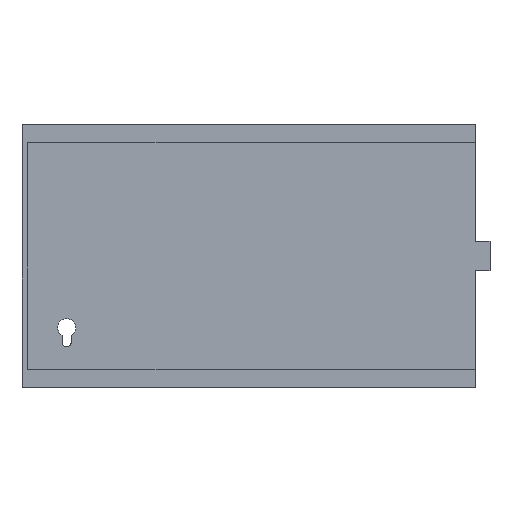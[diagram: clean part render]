
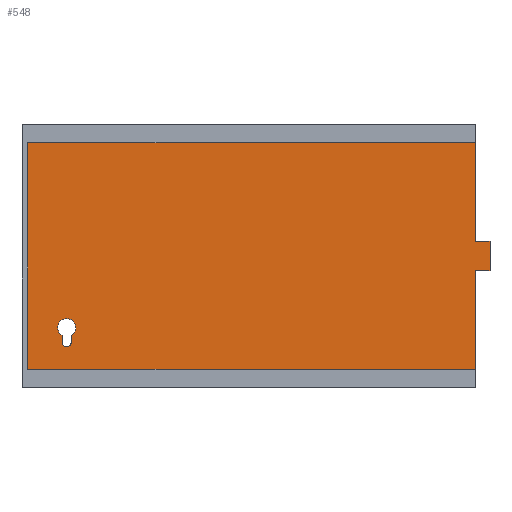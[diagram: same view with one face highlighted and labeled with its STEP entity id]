
A CAD part, top view. The second image highlights one B-rep face of the part: STEP entity #548.
In plain terms, the highlighted planar face has unit normal (0, 0, 1).
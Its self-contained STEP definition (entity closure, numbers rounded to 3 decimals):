
#46=PLANE('',#581);
#61=VECTOR('',#603,1.);
#65=VECTOR('',#614,1.);
#72=VECTOR('',#629,1.);
#74=VECTOR('',#632,1.);
#76=VECTOR('',#635,1.);
#89=VECTOR('',#650,1.);
#102=VECTOR('',#667,1.);
#103=VECTOR('',#669,1.);
#104=VECTOR('',#670,1.);
#129=LINE('',#715,#61);
#133=LINE('',#726,#65);
#140=LINE('',#745,#72);
#142=LINE('',#749,#74);
#144=LINE('',#753,#76);
#157=LINE('',#781,#89);
#170=LINE('',#807,#102);
#171=LINE('',#809,#103);
#172=LINE('',#811,#104);
#196=VERTEX_POINT('',#708);
#197=VERTEX_POINT('',#710);
#199=VERTEX_POINT('',#716);
#201=VERTEX_POINT('',#722);
#208=VERTEX_POINT('',#744);
#209=VERTEX_POINT('',#746);
#210=VERTEX_POINT('',#750);
#211=VERTEX_POINT('',#754);
#223=VERTEX_POINT('',#780);
#224=VERTEX_POINT('',#782);
#232=VERTEX_POINT('',#806);
#233=VERTEX_POINT('',#810);
#245=CIRCLE('',#562,1.5);
#247=CIRCLE('',#566,3.);
#252=EDGE_CURVE('',#197,#196,#245,.T.);
#255=EDGE_CURVE('',#199,#197,#129,.T.);
#258=EDGE_CURVE('',#201,#199,#247,.T.);
#261=EDGE_CURVE('',#196,#201,#133,.T.);
#270=EDGE_CURVE('',#209,#208,#140,.T.);
#272=EDGE_CURVE('',#208,#210,#142,.T.);
#274=EDGE_CURVE('',#211,#209,#144,.T.);
#287=EDGE_CURVE('',#224,#223,#157,.T.);
#300=EDGE_CURVE('',#223,#232,#170,.T.);
#301=EDGE_CURVE('',#232,#211,#171,.T.);
#302=EDGE_CURVE('',#210,#233,#171,.T.);
#303=EDGE_CURVE('',#224,#233,#172,.T.);
#395=ORIENTED_EDGE('',*,*,#258,.T.);
#396=ORIENTED_EDGE('',*,*,#255,.T.);
#397=ORIENTED_EDGE('',*,*,#252,.T.);
#398=ORIENTED_EDGE('',*,*,#261,.T.);
#399=ORIENTED_EDGE('',*,*,#301,.T.);
#400=ORIENTED_EDGE('',*,*,#274,.T.);
#401=ORIENTED_EDGE('',*,*,#270,.T.);
#402=ORIENTED_EDGE('',*,*,#272,.T.);
#403=ORIENTED_EDGE('',*,*,#302,.T.);
#404=ORIENTED_EDGE('',*,*,#303,.F.);
#405=ORIENTED_EDGE('',*,*,#287,.T.);
#406=ORIENTED_EDGE('',*,*,#300,.T.);
#490=EDGE_LOOP('',(#395,#396,#397,#398));
#491=EDGE_LOOP('',(#399,#400,#401,#402,#403,#404,#405,#406));
#519=FACE_BOUND('',#490,.T.);
#520=FACE_BOUND('',#491,.T.);
#548=ADVANCED_FACE('',(#519,#520),#46,.T.);
#562=AXIS2_PLACEMENT_3D('',#709,#598,#599);
#566=AXIS2_PLACEMENT_3D('',#721,#609,#610);
#581=AXIS2_PLACEMENT_3D('',#808,#668,$);
#598=DIRECTION('',(0.,0.,-1.));
#599=DIRECTION('',(1.5,0.,0.));
#603=DIRECTION('',(0.,-1.,0.));
#609=DIRECTION('',(0.,0.,-1.));
#610=DIRECTION('',(3.,0.,0.));
#614=DIRECTION('',(0.,1.,0.));
#629=DIRECTION('',(0.,1.,0.));
#632=DIRECTION('',(-1.,0.,0.));
#635=DIRECTION('',(1.,0.,0.));
#650=DIRECTION('',(0.,-1.,0.));
#667=DIRECTION('',(1.,0.,0.));
#668=DIRECTION('',(0.,0.,1.));
#669=DIRECTION('',(0.,1.,0.));
#670=DIRECTION('',(1.,0.,0.));
#708=CARTESIAN_POINT('',(11.5,-29.,3.));
#709=CARTESIAN_POINT('',(13.,-29.,3.));
#710=CARTESIAN_POINT('',(14.5,-29.,3.));
#715=CARTESIAN_POINT('',(14.5,-13.9,3.));
#716=CARTESIAN_POINT('',(14.5,-26.598,3.));
#721=CARTESIAN_POINT('',(13.,-24.,3.));
#722=CARTESIAN_POINT('',(11.5,-26.598,3.));
#726=CARTESIAN_POINT('',(11.5,-13.9,3.));
#744=CARTESIAN_POINT('',(155.,5.,3.));
#745=CARTESIAN_POINT('',(155.,-5.,3.));
#746=CARTESIAN_POINT('',(155.,-5.,3.));
#749=CARTESIAN_POINT('',(150.,5.,3.));
#750=CARTESIAN_POINT('',(150.,5.,3.));
#753=CARTESIAN_POINT('',(150.,-5.,3.));
#754=CARTESIAN_POINT('',(150.,-5.,3.));
#780=CARTESIAN_POINT('',(0.,-38.,3.));
#781=CARTESIAN_POINT('',(0.,38.,3.));
#782=CARTESIAN_POINT('',(0.,38.,3.));
#806=CARTESIAN_POINT('',(150.,-38.,3.));
#807=CARTESIAN_POINT('',(0.,-38.,3.));
#808=CARTESIAN_POINT('',(0.,0.,3.));
#809=CARTESIAN_POINT('',(150.,38.,3.));
#810=CARTESIAN_POINT('',(150.,38.,3.));
#811=CARTESIAN_POINT('',(0.,38.,3.));
